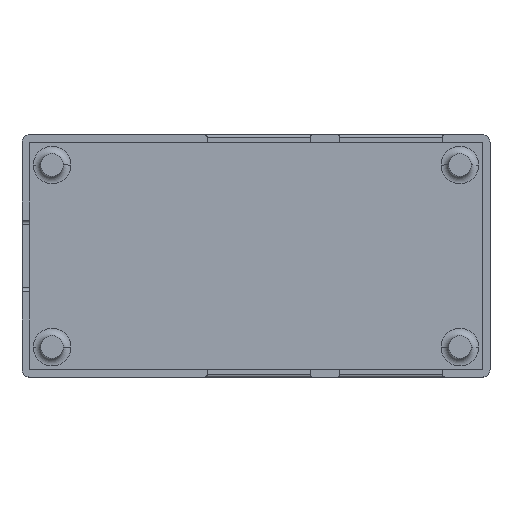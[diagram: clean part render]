
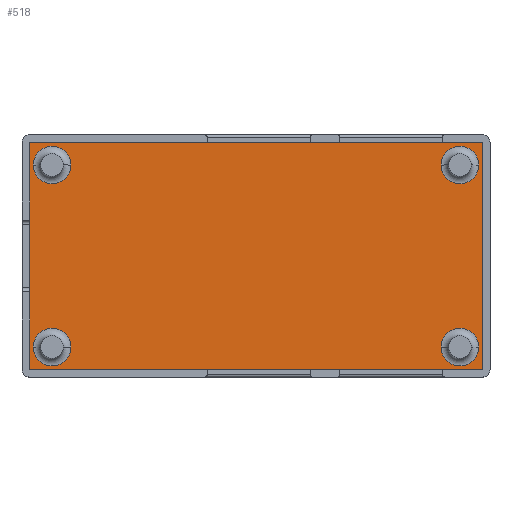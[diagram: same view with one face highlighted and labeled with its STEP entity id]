
A CAD part, top view. The second image highlights one B-rep face of the part: STEP entity #518.
In plain terms, the highlighted planar face has unit normal (0, 0, 1).
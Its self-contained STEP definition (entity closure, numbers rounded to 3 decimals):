
#185=CARTESIAN_POINT('Vertex',(54.7,-3.,0.)) ;
#188=CARTESIAN_POINT('Axis2P3D Location',(57.2,-3.,0.)) ;
#192=CARTESIAN_POINT('Vertex',(59.7,-3.,0.)) ;
#212=CARTESIAN_POINT('Axis2P3D Location',(57.2,-3.,0.)) ;
#276=CARTESIAN_POINT('Vertex',(54.7,-27.2,0.)) ;
#279=CARTESIAN_POINT('Axis2P3D Location',(57.2,-27.2,0.)) ;
#283=CARTESIAN_POINT('Vertex',(59.7,-27.2,0.)) ;
#303=CARTESIAN_POINT('Axis2P3D Location',(57.2,-27.2,0.)) ;
#367=CARTESIAN_POINT('Vertex',(5.5,-27.2,0.)) ;
#370=CARTESIAN_POINT('Axis2P3D Location',(3.,-27.2,0.)) ;
#374=CARTESIAN_POINT('Vertex',(0.5,-27.2,0.)) ;
#394=CARTESIAN_POINT('Axis2P3D Location',(3.,-27.2,0.)) ;
#449=CARTESIAN_POINT('Axis2P3D Location',(0.,0.,0.)) ;
#454=CARTESIAN_POINT('Line Origine',(60.2,-15.1,0.)) ;
#458=CARTESIAN_POINT('Vertex',(60.2,-30.2,0.)) ;
#460=CARTESIAN_POINT('Vertex',(60.2,0.,0.)) ;
#463=CARTESIAN_POINT('Line Origine',(30.1,0.,0.)) ;
#467=CARTESIAN_POINT('Vertex',(0.,0.,0.)) ;
#470=CARTESIAN_POINT('Line Origine',(0.,-15.1,0.)) ;
#474=CARTESIAN_POINT('Vertex',(0.,-30.2,0.)) ;
#477=CARTESIAN_POINT('Line Origine',(30.1,-30.2,0.)) ;
#488=CARTESIAN_POINT('Axis2P3D Location',(3.,-3.,0.)) ;
#492=CARTESIAN_POINT('Vertex',(0.5,-3.,0.)) ;
#494=CARTESIAN_POINT('Vertex',(5.5,-3.,0.)) ;
#497=CARTESIAN_POINT('Axis2P3D Location',(3.,-3.,0.)) ;
#189=DIRECTION('Axis2P3D Direction',(0.,-0.,1.)) ;
#213=DIRECTION('Axis2P3D Direction',(-0.,0.,1.)) ;
#280=DIRECTION('Axis2P3D Direction',(0.,-0.,1.)) ;
#304=DIRECTION('Axis2P3D Direction',(-0.,0.,1.)) ;
#371=DIRECTION('Axis2P3D Direction',(-0.,0.,1.)) ;
#395=DIRECTION('Axis2P3D Direction',(0.,-0.,1.)) ;
#450=DIRECTION('Axis2P3D Direction',(0.,0.,1.)) ;
#451=DIRECTION('Axis2P3D XDirection',(1.,0.,0.)) ;
#455=DIRECTION('Vector Direction',(0.,1.,0.)) ;
#464=DIRECTION('Vector Direction',(1.,0.,0.)) ;
#471=DIRECTION('Vector Direction',(0.,-1.,0.)) ;
#478=DIRECTION('Vector Direction',(-1.,0.,0.)) ;
#489=DIRECTION('Axis2P3D Direction',(0.,0.,1.)) ;
#498=DIRECTION('Axis2P3D Direction',(0.,0.,1.)) ;
#190=AXIS2_PLACEMENT_3D('Circle Axis2P3D',#188,#189,$) ;
#214=AXIS2_PLACEMENT_3D('Circle Axis2P3D',#212,#213,$) ;
#281=AXIS2_PLACEMENT_3D('Circle Axis2P3D',#279,#280,$) ;
#305=AXIS2_PLACEMENT_3D('Circle Axis2P3D',#303,#304,$) ;
#372=AXIS2_PLACEMENT_3D('Circle Axis2P3D',#370,#371,$) ;
#396=AXIS2_PLACEMENT_3D('Circle Axis2P3D',#394,#395,$) ;
#452=AXIS2_PLACEMENT_3D('Plane Axis2P3D',#449,#450,#451) ;
#490=AXIS2_PLACEMENT_3D('Circle Axis2P3D',#488,#489,$) ;
#499=AXIS2_PLACEMENT_3D('Circle Axis2P3D',#497,#498,$) ;
#483=ORIENTED_EDGE('',*,*,#462,.T.) ;
#484=ORIENTED_EDGE('',*,*,#469,.T.) ;
#485=ORIENTED_EDGE('',*,*,#476,.T.) ;
#486=ORIENTED_EDGE('',*,*,#481,.T.) ;
#503=ORIENTED_EDGE('',*,*,#496,.T.) ;
#504=ORIENTED_EDGE('',*,*,#501,.T.) ;
#507=ORIENTED_EDGE('',*,*,#398,.T.) ;
#508=ORIENTED_EDGE('',*,*,#376,.T.) ;
#511=ORIENTED_EDGE('',*,*,#307,.T.) ;
#512=ORIENTED_EDGE('',*,*,#285,.T.) ;
#515=ORIENTED_EDGE('',*,*,#216,.T.) ;
#516=ORIENTED_EDGE('',*,*,#194,.T.) ;
#505=FACE_BOUND('',#502,.T.) ;
#509=FACE_BOUND('',#506,.T.) ;
#513=FACE_BOUND('',#510,.T.) ;
#517=FACE_BOUND('',#514,.T.) ;
#456=VECTOR('Line Direction',#455,1.) ;
#465=VECTOR('Line Direction',#464,1.) ;
#472=VECTOR('Line Direction',#471,1.) ;
#479=VECTOR('Line Direction',#478,1.) ;
#518=ADVANCED_FACE('\X2\96F64EF651E04F554F53\X0\',(#487,#505,#509,#513,#517),#453,.T.) ;
#191=CIRCLE('generated circle',#190,2.5) ;
#215=CIRCLE('generated circle',#214,2.5) ;
#282=CIRCLE('generated circle',#281,2.5) ;
#306=CIRCLE('generated circle',#305,2.5) ;
#373=CIRCLE('generated circle',#372,2.5) ;
#397=CIRCLE('generated circle',#396,2.5) ;
#491=CIRCLE('generated circle',#490,2.5) ;
#500=CIRCLE('generated circle',#499,2.5) ;
#194=EDGE_CURVE('',#193,#186,#191,.F.) ;
#216=EDGE_CURVE('',#186,#193,#215,.F.) ;
#285=EDGE_CURVE('',#284,#277,#282,.F.) ;
#307=EDGE_CURVE('',#277,#284,#306,.F.) ;
#376=EDGE_CURVE('',#375,#368,#373,.F.) ;
#398=EDGE_CURVE('',#368,#375,#397,.F.) ;
#462=EDGE_CURVE('',#459,#461,#457,.T.) ;
#469=EDGE_CURVE('',#461,#468,#466,.F.) ;
#476=EDGE_CURVE('',#468,#475,#473,.T.) ;
#481=EDGE_CURVE('',#475,#459,#480,.F.) ;
#496=EDGE_CURVE('',#493,#495,#491,.F.) ;
#501=EDGE_CURVE('',#495,#493,#500,.F.) ;
#482=EDGE_LOOP('',(#483,#484,#485,#486)) ;
#502=EDGE_LOOP('',(#503,#504)) ;
#506=EDGE_LOOP('',(#507,#508)) ;
#510=EDGE_LOOP('',(#511,#512)) ;
#514=EDGE_LOOP('',(#515,#516)) ;
#487=FACE_OUTER_BOUND('',#482,.T.) ;
#457=LINE('Line',#454,#456) ;
#466=LINE('Line',#463,#465) ;
#473=LINE('Line',#470,#472) ;
#480=LINE('Line',#477,#479) ;
#453=PLANE('',#452) ;
#186=VERTEX_POINT('',#185) ;
#193=VERTEX_POINT('',#192) ;
#277=VERTEX_POINT('',#276) ;
#284=VERTEX_POINT('',#283) ;
#368=VERTEX_POINT('',#367) ;
#375=VERTEX_POINT('',#374) ;
#459=VERTEX_POINT('',#458) ;
#461=VERTEX_POINT('',#460) ;
#468=VERTEX_POINT('',#467) ;
#475=VERTEX_POINT('',#474) ;
#493=VERTEX_POINT('',#492) ;
#495=VERTEX_POINT('',#494) ;
